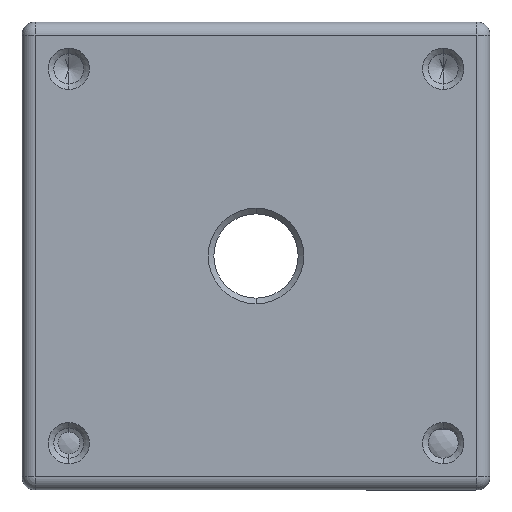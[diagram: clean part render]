
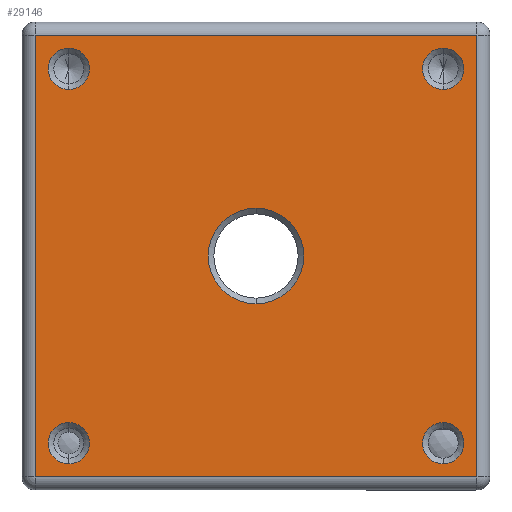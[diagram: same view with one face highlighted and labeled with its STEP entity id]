
A CAD part, front view. The second image highlights one B-rep face of the part: STEP entity #29146.
In plain terms, the highlighted planar face has unit normal (0, -1, 0).
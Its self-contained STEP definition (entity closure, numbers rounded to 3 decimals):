
#346 = ORIENTED_EDGE ( 'NONE', *, *, #15872, .T. ) ;
#718 = AXIS2_PLACEMENT_3D ( 'NONE', #17610, #38366, #17066 ) ;
#1734 = DIRECTION ( 'NONE',  ( 0., 1., 0. ) ) ;
#1786 = CARTESIAN_POINT ( 'NONE',  ( 0., 0., 11.8 ) ) ;
#2158 = DIRECTION ( 'NONE',  ( 0., 0., 1. ) ) ;
#2243 = VECTOR ( 'NONE', #38109, 1000. ) ;
#2280 = ORIENTED_EDGE ( 'NONE', *, *, #51957, .T. ) ;
#2802 = AXIS2_PLACEMENT_3D ( 'NONE', #10618, #1734, #23632 ) ;
#2955 = DIRECTION ( 'NONE',  ( 0., 0., 1. ) ) ;
#3077 = EDGE_LOOP ( 'NONE', ( #10731, #37995, #16967, #40730 ) ) ;
#3103 = VERTEX_POINT ( 'NONE', #11139 ) ;
#3463 = DIRECTION ( 'NONE',  ( 0., 1., 0. ) ) ;
#3624 = CARTESIAN_POINT ( 'NONE',  ( -10., 0., -8.9 ) ) ;
#3722 = CARTESIAN_POINT ( 'NONE',  ( 10., 0., -10. ) ) ;
#4234 = PLANE ( 'NONE',  #16454 ) ;
#4311 = VERTEX_POINT ( 'NONE', #48908 ) ;
#4582 = CIRCLE ( 'NONE', #39987, 1.1 ) ;
#5268 = DIRECTION ( 'NONE',  ( 0., 0., 1. ) ) ;
#5360 = VECTOR ( 'NONE', #48339, 1000. ) ;
#5535 = EDGE_CURVE ( 'NONE', #48623, #34090, #16550, .T. ) ;
#5659 = ORIENTED_EDGE ( 'NONE', *, *, #5535, .T. ) ;
#5895 = CIRCLE ( 'NONE', #51135, 1.1 ) ;
#6016 = VERTEX_POINT ( 'NONE', #32361 ) ;
#6213 = CARTESIAN_POINT ( 'NONE',  ( 0., 0., 0. ) ) ;
#6785 = EDGE_LOOP ( 'NONE', ( #346, #21994 ) ) ;
#7537 = EDGE_CURVE ( 'NONE', #46623, #34132, #4582, .T. ) ;
#7626 = DIRECTION ( 'NONE',  ( 1., 0., 0. ) ) ;
#9410 = FACE_BOUND ( 'NONE', #17935, .T. ) ;
#10618 = CARTESIAN_POINT ( 'NONE',  ( 0., 0., 0. ) ) ;
#10652 = DIRECTION ( 'NONE',  ( 0., 1., 0. ) ) ;
#10731 = ORIENTED_EDGE ( 'NONE', *, *, #41348, .T. ) ;
#11139 = CARTESIAN_POINT ( 'NONE',  ( -10., 0., 8.9 ) ) ;
#11496 = DIRECTION ( 'NONE',  ( 0., 0., 1. ) ) ;
#11995 = VECTOR ( 'NONE', #40287, 1000. ) ;
#12010 = CARTESIAN_POINT ( 'NONE',  ( -10., 0., -10. ) ) ;
#12238 = EDGE_CURVE ( 'NONE', #45247, #48691, #22676, .T. ) ;
#12279 = DIRECTION ( 'NONE',  ( 0., 0., 1. ) ) ;
#13470 = AXIS2_PLACEMENT_3D ( 'NONE', #3722, #29483, #11496 ) ;
#13864 = FACE_BOUND ( 'NONE', #40349, .T. ) ;
#14140 = DIRECTION ( 'NONE',  ( 0., 0., 1. ) ) ;
#14288 = LINE ( 'NONE', #1786, #5360 ) ;
#14719 = CARTESIAN_POINT ( 'NONE',  ( 10., 0., 8.9 ) ) ;
#15779 = DIRECTION ( 'NONE',  ( 0., 0., 1. ) ) ;
#15872 = EDGE_CURVE ( 'NONE', #3103, #30381, #52579, .T. ) ;
#16190 = FACE_BOUND ( 'NONE', #30221, .T. ) ;
#16313 = VECTOR ( 'NONE', #7626, 1000. ) ;
#16454 = AXIS2_PLACEMENT_3D ( 'NONE', #20889, #29451, #14140 ) ;
#16550 = CIRCLE ( 'NONE', #47470, 1.1 ) ;
#16967 = ORIENTED_EDGE ( 'NONE', *, *, #54772, .T. ) ;
#17066 = DIRECTION ( 'NONE',  ( 0., 0., 1. ) ) ;
#17610 = CARTESIAN_POINT ( 'NONE',  ( -10., 0., 10. ) ) ;
#17616 = LINE ( 'NONE', #21770, #2243 ) ;
#17935 = EDGE_LOOP ( 'NONE', ( #25757, #5659 ) ) ;
#18442 = DIRECTION ( 'NONE',  ( 0., 0., 1. ) ) ;
#18452 = CARTESIAN_POINT ( 'NONE',  ( -10., 0., 11.1 ) ) ;
#18981 = LINE ( 'NONE', #45273, #11995 ) ;
#19318 = CARTESIAN_POINT ( 'NONE',  ( 10., 0., -8.9 ) ) ;
#19466 = CIRCLE ( 'NONE', #49540, 2.55 ) ;
#20889 = CARTESIAN_POINT ( 'NONE',  ( 0., 0., 0. ) ) ;
#21409 = CIRCLE ( 'NONE', #2802, 2.55 ) ;
#21557 = EDGE_CURVE ( 'NONE', #48691, #45247, #5895, .T. ) ;
#21770 = CARTESIAN_POINT ( 'NONE',  ( -11.8, 0., 0. ) ) ;
#21910 = DIRECTION ( 'NONE',  ( 0., 1., 0. ) ) ;
#21994 = ORIENTED_EDGE ( 'NONE', *, *, #33327, .T. ) ;
#22521 = EDGE_CURVE ( 'NONE', #31132, #4311, #18981, .T. ) ;
#22676 = CIRCLE ( 'NONE', #53628, 1.1 ) ;
#22996 = VERTEX_POINT ( 'NONE', #48518 ) ;
#23262 = ORIENTED_EDGE ( 'NONE', *, *, #52128, .T. ) ;
#23632 = DIRECTION ( 'NONE',  ( 0., 0., 1. ) ) ;
#24030 = CARTESIAN_POINT ( 'NONE',  ( 10., 0., 10. ) ) ;
#25307 = FACE_BOUND ( 'NONE', #42616, .T. ) ;
#25636 = CARTESIAN_POINT ( 'NONE',  ( 0., 0., -11.8 ) ) ;
#25757 = ORIENTED_EDGE ( 'NONE', *, *, #28310, .T. ) ;
#26355 = ORIENTED_EDGE ( 'NONE', *, *, #12238, .T. ) ;
#28179 = CIRCLE ( 'NONE', #718, 1.1 ) ;
#28238 = CARTESIAN_POINT ( 'NONE',  ( 10., 0., 10. ) ) ;
#28310 = EDGE_CURVE ( 'NONE', #34090, #48623, #54445, .T. ) ;
#28317 = CARTESIAN_POINT ( 'NONE',  ( 10., 0., -10. ) ) ;
#28701 = AXIS2_PLACEMENT_3D ( 'NONE', #39863, #3463, #2158 ) ;
#28848 = EDGE_CURVE ( 'NONE', #22996, #45771, #17616, .T. ) ;
#29146 = ADVANCED_FACE ( 'NONE', ( #16190, #13864, #47361, #9410, #25307, #52078 ), #4234, .F. ) ;
#29451 = DIRECTION ( 'NONE',  ( 0., 1., 0. ) ) ;
#29483 = DIRECTION ( 'NONE',  ( 0., 1., 0. ) ) ;
#30221 = EDGE_LOOP ( 'NONE', ( #23262, #44802 ) ) ;
#30381 = VERTEX_POINT ( 'NONE', #18452 ) ;
#30542 = AXIS2_PLACEMENT_3D ( 'NONE', #31022, #31567, #36257 ) ;
#31022 = CARTESIAN_POINT ( 'NONE',  ( -10., 0., -10. ) ) ;
#31132 = VERTEX_POINT ( 'NONE', #52628 ) ;
#31567 = DIRECTION ( 'NONE',  ( 0., 1., 0. ) ) ;
#32361 = CARTESIAN_POINT ( 'NONE',  ( 0., 0., -2.55 ) ) ;
#33267 = ORIENTED_EDGE ( 'NONE', *, *, #21557, .T. ) ;
#33327 = EDGE_CURVE ( 'NONE', #30381, #3103, #28179, .T. ) ;
#33867 = DIRECTION ( 'NONE',  ( 0., 1., 0. ) ) ;
#34090 = VERTEX_POINT ( 'NONE', #40354 ) ;
#34132 = VERTEX_POINT ( 'NONE', #19318 ) ;
#34864 = ORIENTED_EDGE ( 'NONE', *, *, #7537, .T. ) ;
#35059 = CARTESIAN_POINT ( 'NONE',  ( -11.8, 0., -11.8 ) ) ;
#36257 = DIRECTION ( 'NONE',  ( 0., 0., 1. ) ) ;
#37995 = ORIENTED_EDGE ( 'NONE', *, *, #28848, .T. ) ;
#38034 = CARTESIAN_POINT ( 'NONE',  ( 0., 0., 2.55 ) ) ;
#38109 = DIRECTION ( 'NONE',  ( 0., 0., -1. ) ) ;
#38366 = DIRECTION ( 'NONE',  ( 0., 1., 0. ) ) ;
#39582 = EDGE_CURVE ( 'NONE', #48535, #6016, #19466, .T. ) ;
#39863 = CARTESIAN_POINT ( 'NONE',  ( -10., 0., 10. ) ) ;
#39953 = CIRCLE ( 'NONE', #13470, 1.1 ) ;
#39987 = AXIS2_PLACEMENT_3D ( 'NONE', #28317, #21910, #5268 ) ;
#40287 = DIRECTION ( 'NONE',  ( 0., 0., 1. ) ) ;
#40349 = EDGE_LOOP ( 'NONE', ( #26355, #33267 ) ) ;
#40354 = CARTESIAN_POINT ( 'NONE',  ( -10., 0., -11.1 ) ) ;
#40730 = ORIENTED_EDGE ( 'NONE', *, *, #22521, .T. ) ;
#40929 = DIRECTION ( 'NONE',  ( 0., 1., 0. ) ) ;
#41042 = CARTESIAN_POINT ( 'NONE',  ( 10., 0., 11.1 ) ) ;
#41348 = EDGE_CURVE ( 'NONE', #4311, #22996, #14288, .T. ) ;
#41446 = LINE ( 'NONE', #25636, #16313 ) ;
#42616 = EDGE_LOOP ( 'NONE', ( #34864, #2280 ) ) ;
#43792 = CARTESIAN_POINT ( 'NONE',  ( 10., 0., -11.1 ) ) ;
#44802 = ORIENTED_EDGE ( 'NONE', *, *, #39582, .T. ) ;
#45247 = VERTEX_POINT ( 'NONE', #14719 ) ;
#45273 = CARTESIAN_POINT ( 'NONE',  ( 11.8, 0., 0. ) ) ;
#45771 = VERTEX_POINT ( 'NONE', #35059 ) ;
#46623 = VERTEX_POINT ( 'NONE', #43792 ) ;
#47361 = FACE_BOUND ( 'NONE', #6785, .T. ) ;
#47470 = AXIS2_PLACEMENT_3D ( 'NONE', #12010, #33867, #12279 ) ;
#48339 = DIRECTION ( 'NONE',  ( -1., 0., 0. ) ) ;
#48518 = CARTESIAN_POINT ( 'NONE',  ( -11.8, 0., 11.8 ) ) ;
#48535 = VERTEX_POINT ( 'NONE', #38034 ) ;
#48623 = VERTEX_POINT ( 'NONE', #3624 ) ;
#48691 = VERTEX_POINT ( 'NONE', #41042 ) ;
#48908 = CARTESIAN_POINT ( 'NONE',  ( 11.8, 0., 11.8 ) ) ;
#49540 = AXIS2_PLACEMENT_3D ( 'NONE', #6213, #10652, #18442 ) ;
#49562 = DIRECTION ( 'NONE',  ( 0., 1., 0. ) ) ;
#51135 = AXIS2_PLACEMENT_3D ( 'NONE', #24030, #40929, #2955 ) ;
#51957 = EDGE_CURVE ( 'NONE', #34132, #46623, #39953, .T. ) ;
#52078 = FACE_OUTER_BOUND ( 'NONE', #3077, .T. ) ;
#52128 = EDGE_CURVE ( 'NONE', #6016, #48535, #21409, .T. ) ;
#52579 = CIRCLE ( 'NONE', #28701, 1.1 ) ;
#52628 = CARTESIAN_POINT ( 'NONE',  ( 11.8, 0., -11.8 ) ) ;
#53628 = AXIS2_PLACEMENT_3D ( 'NONE', #28238, #49562, #15779 ) ;
#54445 = CIRCLE ( 'NONE', #30542, 1.1 ) ;
#54772 = EDGE_CURVE ( 'NONE', #45771, #31132, #41446, .T. ) ;
